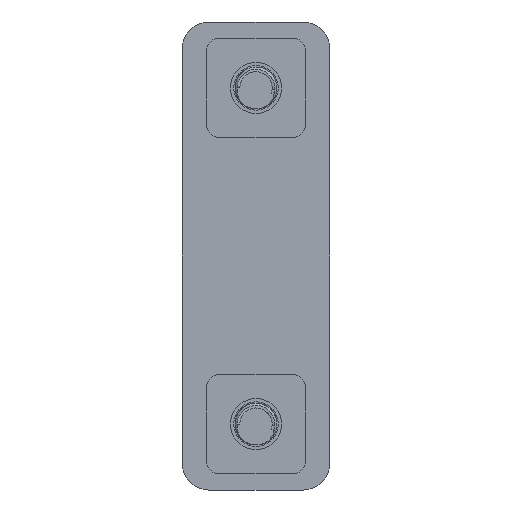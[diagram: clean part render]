
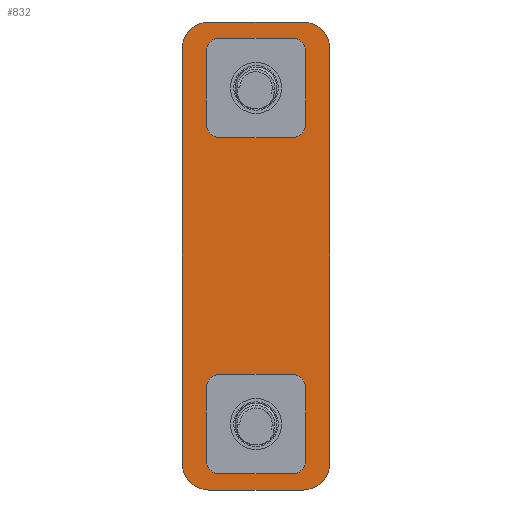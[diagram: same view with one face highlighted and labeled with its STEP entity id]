
A CAD part, front view. The second image highlights one B-rep face of the part: STEP entity #832.
In plain terms, the highlighted planar face has unit normal (0, -1, 0).
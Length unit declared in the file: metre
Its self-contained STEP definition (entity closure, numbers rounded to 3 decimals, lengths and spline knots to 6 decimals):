
#20=PLANE('',#905);
#60=CIRCLE('',#906,0.00127);
#61=CIRCLE('',#907,0.00127);
#62=CIRCLE('',#908,0.00127);
#63=CIRCLE('',#909,0.00127);
#64=CIRCLE('',#910,0.00254);
#65=CIRCLE('',#911,0.00254);
#66=CIRCLE('',#912,0.00254);
#67=CIRCLE('',#913,0.00254);
#68=CIRCLE('',#914,0.00127);
#69=CIRCLE('',#915,0.00127);
#70=CIRCLE('',#916,0.00127);
#71=CIRCLE('',#917,0.00127);
#140=ORIENTED_EDGE('',*,*,#382,.F.);
#141=ORIENTED_EDGE('',*,*,#383,.F.);
#142=ORIENTED_EDGE('',*,*,#384,.F.);
#143=ORIENTED_EDGE('',*,*,#385,.F.);
#144=ORIENTED_EDGE('',*,*,#386,.F.);
#145=ORIENTED_EDGE('',*,*,#387,.T.);
#146=ORIENTED_EDGE('',*,*,#388,.F.);
#147=ORIENTED_EDGE('',*,*,#389,.T.);
#148=ORIENTED_EDGE('',*,*,#390,.T.);
#149=ORIENTED_EDGE('',*,*,#391,.T.);
#150=ORIENTED_EDGE('',*,*,#392,.F.);
#151=ORIENTED_EDGE('',*,*,#393,.T.);
#152=ORIENTED_EDGE('',*,*,#394,.F.);
#153=ORIENTED_EDGE('',*,*,#395,.T.);
#154=ORIENTED_EDGE('',*,*,#396,.T.);
#155=ORIENTED_EDGE('',*,*,#397,.T.);
#156=ORIENTED_EDGE('',*,*,#398,.F.);
#157=ORIENTED_EDGE('',*,*,#399,.T.);
#158=ORIENTED_EDGE('',*,*,#400,.T.);
#159=ORIENTED_EDGE('',*,*,#401,.T.);
#160=ORIENTED_EDGE('',*,*,#402,.T.);
#161=ORIENTED_EDGE('',*,*,#403,.T.);
#162=ORIENTED_EDGE('',*,*,#404,.F.);
#163=ORIENTED_EDGE('',*,*,#405,.T.);
#382=EDGE_CURVE('',#502,#503,#60,.F.);
#383=EDGE_CURVE('',#504,#502,#568,.T.);
#384=EDGE_CURVE('',#505,#504,#61,.F.);
#385=EDGE_CURVE('',#506,#505,#569,.T.);
#386=EDGE_CURVE('',#507,#506,#62,.F.);
#387=EDGE_CURVE('',#507,#508,#570,.T.);
#388=EDGE_CURVE('',#509,#508,#63,.F.);
#389=EDGE_CURVE('',#509,#503,#571,.T.);
#390=EDGE_CURVE('',#510,#511,#572,.T.);
#391=EDGE_CURVE('',#511,#512,#64,.T.);
#392=EDGE_CURVE('',#513,#512,#573,.T.);
#393=EDGE_CURVE('',#513,#514,#65,.T.);
#394=EDGE_CURVE('',#515,#514,#574,.T.);
#395=EDGE_CURVE('',#515,#516,#66,.T.);
#396=EDGE_CURVE('',#516,#517,#575,.T.);
#397=EDGE_CURVE('',#517,#510,#67,.T.);
#398=EDGE_CURVE('',#518,#519,#576,.T.);
#399=EDGE_CURVE('',#518,#520,#68,.F.);
#400=EDGE_CURVE('',#520,#521,#577,.T.);
#401=EDGE_CURVE('',#521,#522,#69,.F.);
#402=EDGE_CURVE('',#522,#523,#578,.T.);
#403=EDGE_CURVE('',#523,#524,#70,.F.);
#404=EDGE_CURVE('',#525,#524,#579,.T.);
#405=EDGE_CURVE('',#525,#519,#71,.F.);
#502=VERTEX_POINT('',#3230);
#503=VERTEX_POINT('',#3231);
#504=VERTEX_POINT('',#3233);
#505=VERTEX_POINT('',#3235);
#506=VERTEX_POINT('',#3237);
#507=VERTEX_POINT('',#3239);
#508=VERTEX_POINT('',#3241);
#509=VERTEX_POINT('',#3243);
#510=VERTEX_POINT('',#3246);
#511=VERTEX_POINT('',#3247);
#512=VERTEX_POINT('',#3249);
#513=VERTEX_POINT('',#3251);
#514=VERTEX_POINT('',#3253);
#515=VERTEX_POINT('',#3255);
#516=VERTEX_POINT('',#3257);
#517=VERTEX_POINT('',#3259);
#518=VERTEX_POINT('',#3262);
#519=VERTEX_POINT('',#3263);
#520=VERTEX_POINT('',#3265);
#521=VERTEX_POINT('',#3267);
#522=VERTEX_POINT('',#3269);
#523=VERTEX_POINT('',#3271);
#524=VERTEX_POINT('',#3273);
#525=VERTEX_POINT('',#3275);
#568=LINE('',#3232,#626);
#569=LINE('',#3236,#627);
#570=LINE('',#3240,#628);
#571=LINE('',#3244,#629);
#572=LINE('',#3245,#630);
#573=LINE('',#3250,#631);
#574=LINE('',#3254,#632);
#575=LINE('',#3258,#633);
#576=LINE('',#3261,#634);
#577=LINE('',#3266,#635);
#578=LINE('',#3270,#636);
#579=LINE('',#3274,#637);
#626=VECTOR('',#1014,1.);
#627=VECTOR('',#1017,1.);
#628=VECTOR('',#1020,1.);
#629=VECTOR('',#1023,1.);
#630=VECTOR('',#1024,1.);
#631=VECTOR('',#1027,1.);
#632=VECTOR('',#1030,1.);
#633=VECTOR('',#1033,1.);
#634=VECTOR('',#1036,1.);
#635=VECTOR('',#1039,1.);
#636=VECTOR('',#1042,1.);
#637=VECTOR('',#1045,1.);
#684=EDGE_LOOP('',(#140,#141,#142,#143,#144,#145,#146,#147));
#685=EDGE_LOOP('',(#148,#149,#150,#151,#152,#153,#154,#155));
#686=EDGE_LOOP('',(#156,#157,#158,#159,#160,#161,#162,#163));
#748=FACE_BOUND('',#684,.T.);
#749=FACE_BOUND('',#685,.T.);
#750=FACE_BOUND('',#686,.T.);
#832=ADVANCED_FACE('',(#748,#749,#750),#20,.T.);
#905=AXIS2_PLACEMENT_3D('',#3228,#1010,#1011);
#906=AXIS2_PLACEMENT_3D('',#3229,#1012,#1013);
#907=AXIS2_PLACEMENT_3D('',#3234,#1015,#1016);
#908=AXIS2_PLACEMENT_3D('',#3238,#1018,#1019);
#909=AXIS2_PLACEMENT_3D('',#3242,#1021,#1022);
#910=AXIS2_PLACEMENT_3D('',#3248,#1025,#1026);
#911=AXIS2_PLACEMENT_3D('',#3252,#1028,#1029);
#912=AXIS2_PLACEMENT_3D('',#3256,#1031,#1032);
#913=AXIS2_PLACEMENT_3D('',#3260,#1034,#1035);
#914=AXIS2_PLACEMENT_3D('',#3264,#1037,#1038);
#915=AXIS2_PLACEMENT_3D('',#3268,#1040,#1041);
#916=AXIS2_PLACEMENT_3D('',#3272,#1043,#1044);
#917=AXIS2_PLACEMENT_3D('',#3276,#1046,#1047);
#1010=DIRECTION('',(0.,-1.,0.));
#1011=DIRECTION('',(1.,0.,0.));
#1012=DIRECTION('',(0.,1.,0.));
#1013=DIRECTION('',(0.,0.,1.));
#1014=DIRECTION('',(-1.,0.,0.));
#1015=DIRECTION('',(0.,1.,0.));
#1016=DIRECTION('',(0.,0.,1.));
#1017=DIRECTION('',(0.,0.,1.));
#1018=DIRECTION('',(0.,1.,0.));
#1019=DIRECTION('',(0.,0.,1.));
#1020=DIRECTION('',(-1.,0.,0.));
#1021=DIRECTION('',(0.,1.,0.));
#1022=DIRECTION('',(0.,0.,1.));
#1023=DIRECTION('',(0.,0.,1.));
#1024=DIRECTION('',(0.,0.,-1.));
#1025=DIRECTION('',(0.,-1.,0.));
#1026=DIRECTION('',(0.,0.,-1.));
#1027=DIRECTION('',(-1.,0.,0.));
#1028=DIRECTION('',(0.,-1.,0.));
#1029=DIRECTION('',(0.,0.,-1.));
#1030=DIRECTION('',(0.,0.,-1.));
#1031=DIRECTION('',(0.,-1.,0.));
#1032=DIRECTION('',(0.,0.,-1.));
#1033=DIRECTION('',(-1.,0.,0.));
#1034=DIRECTION('',(0.,-1.,0.));
#1035=DIRECTION('',(0.,0.,-1.));
#1036=DIRECTION('',(-1.,0.,0.));
#1037=DIRECTION('',(0.,-1.,0.));
#1038=DIRECTION('',(0.,0.,-1.));
#1039=DIRECTION('',(0.,0.,-1.));
#1040=DIRECTION('',(0.,-1.,0.));
#1041=DIRECTION('',(0.,0.,-1.));
#1042=DIRECTION('',(-1.,0.,0.));
#1043=DIRECTION('',(0.,-1.,0.));
#1044=DIRECTION('',(0.,0.,-1.));
#1045=DIRECTION('',(0.,0.,-1.));
#1046=DIRECTION('',(0.,-1.,0.));
#1047=DIRECTION('',(0.,0.,-1.));
#3228=CARTESIAN_POINT('',(0.,-0.003175,0.));
#3229=CARTESIAN_POINT('',(-0.003429,-0.003175,-0.012446));
#3230=CARTESIAN_POINT('',(-0.003429,-0.003175,-0.011176));
#3231=CARTESIAN_POINT('',(-0.004699,-0.003175,-0.012446));
#3232=CARTESIAN_POINT('',(0.,-0.003175,-0.011176));
#3233=CARTESIAN_POINT('',(0.003429,-0.003175,-0.011176));
#3234=CARTESIAN_POINT('',(0.003429,-0.003175,-0.012446));
#3235=CARTESIAN_POINT('',(0.004699,-0.003175,-0.012446));
#3236=CARTESIAN_POINT('',(0.004699,-0.003175,-0.015875));
#3237=CARTESIAN_POINT('',(0.004699,-0.003175,-0.019304));
#3238=CARTESIAN_POINT('',(0.003429,-0.003175,-0.019304));
#3239=CARTESIAN_POINT('',(0.003429,-0.003175,-0.020574));
#3240=CARTESIAN_POINT('',(0.,-0.003175,-0.020574));
#3241=CARTESIAN_POINT('',(-0.003429,-0.003175,-0.020574));
#3242=CARTESIAN_POINT('',(-0.003429,-0.003175,-0.019304));
#3243=CARTESIAN_POINT('',(-0.004699,-0.003175,-0.019304));
#3244=CARTESIAN_POINT('',(-0.004699,-0.003175,-0.015875));
#3245=CARTESIAN_POINT('',(-0.006985,-0.003175,0.));
#3246=CARTESIAN_POINT('',(-0.006985,-0.003175,0.019558));
#3247=CARTESIAN_POINT('',(-0.006985,-0.003175,-0.019558));
#3248=CARTESIAN_POINT('',(-0.004445,-0.003175,-0.019558));
#3249=CARTESIAN_POINT('',(-0.004445,-0.003175,-0.022098));
#3250=CARTESIAN_POINT('',(0.,-0.003175,-0.022098));
#3251=CARTESIAN_POINT('',(0.004445,-0.003175,-0.022098));
#3252=CARTESIAN_POINT('',(0.004445,-0.003175,-0.019558));
#3253=CARTESIAN_POINT('',(0.006985,-0.003175,-0.019558));
#3254=CARTESIAN_POINT('',(0.006985,-0.003175,0.));
#3255=CARTESIAN_POINT('',(0.006985,-0.003175,0.019558));
#3256=CARTESIAN_POINT('',(0.004445,-0.003175,0.019558));
#3257=CARTESIAN_POINT('',(0.004445,-0.003175,0.022098));
#3258=CARTESIAN_POINT('',(0.,-0.003175,0.022098));
#3259=CARTESIAN_POINT('',(-0.004445,-0.003175,0.022098));
#3260=CARTESIAN_POINT('',(-0.004445,-0.003175,0.019558));
#3261=CARTESIAN_POINT('',(0.,-0.003175,0.020574));
#3262=CARTESIAN_POINT('',(0.003429,-0.003175,0.020574));
#3263=CARTESIAN_POINT('',(-0.003429,-0.003175,0.020574));
#3264=CARTESIAN_POINT('',(0.003429,-0.003175,0.019304));
#3265=CARTESIAN_POINT('',(0.004699,-0.003175,0.019304));
#3266=CARTESIAN_POINT('',(0.004699,-0.003175,0.015875));
#3267=CARTESIAN_POINT('',(0.004699,-0.003175,0.012446));
#3268=CARTESIAN_POINT('',(0.003429,-0.003175,0.012446));
#3269=CARTESIAN_POINT('',(0.003429,-0.003175,0.011176));
#3270=CARTESIAN_POINT('',(0.,-0.003175,0.011176));
#3271=CARTESIAN_POINT('',(-0.003429,-0.003175,0.011176));
#3272=CARTESIAN_POINT('',(-0.003429,-0.003175,0.012446));
#3273=CARTESIAN_POINT('',(-0.004699,-0.003175,0.012446));
#3274=CARTESIAN_POINT('',(-0.004699,-0.003175,0.015875));
#3275=CARTESIAN_POINT('',(-0.004699,-0.003175,0.019304));
#3276=CARTESIAN_POINT('',(-0.003429,-0.003175,0.019304));
